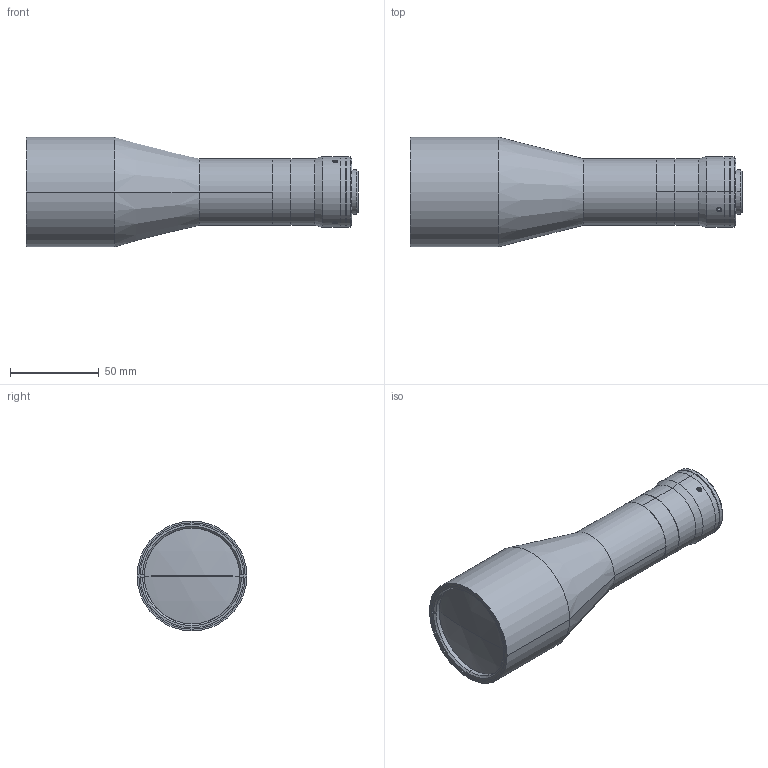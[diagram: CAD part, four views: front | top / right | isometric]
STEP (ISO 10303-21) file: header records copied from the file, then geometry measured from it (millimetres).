
FILE_DESCRIPTION (( 'STEP AP203' ), '1' );
FILE_NAME ('DP31753-A_TCLWD040-110-3M.step', '2022-02-15T11:20:26', ( '' ), ( '' ), 'SwSTEP 2.0', 'SolidWorks 2021', '' );
FILE_SCHEMA (( 'CONFIG_CONTROL_DESIGN' ));
Length unit declared in the file: millimetre
Products named in the file (1): DP31753-A_TCLWD040-110-3M
Bounding box: 187.52 x 62 x 62 mm (x, y, z)
Surface area: 38766.8 mm2 (no closed solid volume)
Topology: 0 solids, 13 shells, 81 faces, 218 edges, 149 vertices
Faces by surface type: plane 36, cylinder 24, cone 19, sphere 2
Entity records: 2724 total; most frequent: CARTESIAN_POINT 575, DIRECTION 475, ORIENTED_EDGE 352, EDGE_CURVE 218, AXIS2_PLACEMENT_3D 185, VERTEX_POINT 149, LINE 105, VECTOR 105
